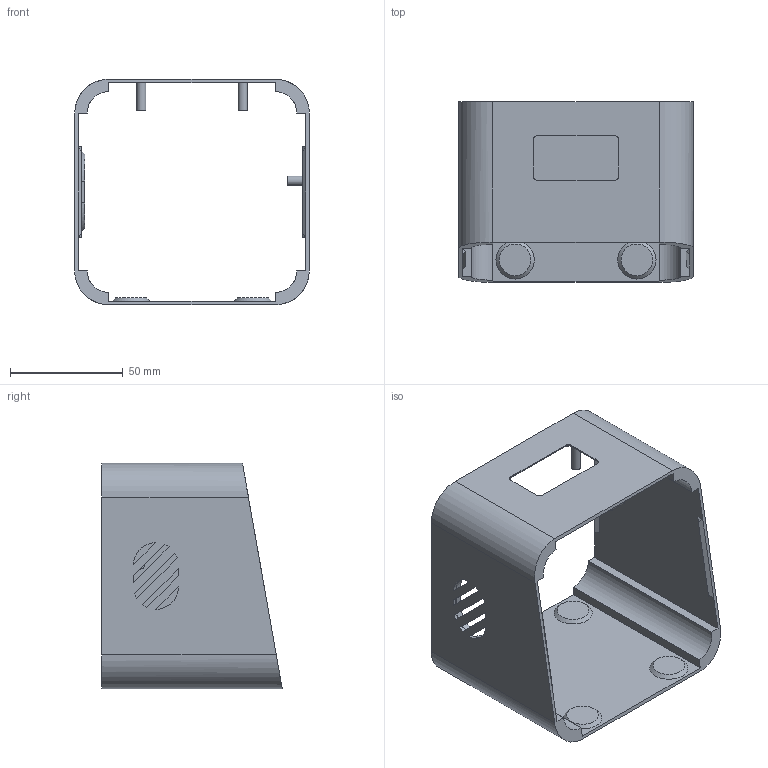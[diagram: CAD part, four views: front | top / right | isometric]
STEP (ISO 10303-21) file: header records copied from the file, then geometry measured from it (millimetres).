
FILE_DESCRIPTION(/* description */ (''),/* implementation_level */ '2;1');
FILE_NAME(/* name */ 'frame.step',/* time_stamp */ '2021-07-18T21:35:57-05:00',/* author */ (''),/* organization */ (''),/* preprocessor_version */ 'ST-DEVELOPER v18.1',/* originating_system */ 'Autodesk Translation Framework v10.9.0.1377',/* authorisation */ '');
FILE_SCHEMA (('AUTOMOTIVE_DESIGN { 1 0 10303 214 3 1 1 }'));
Length unit declared in the file: millimetre
Products named in the file (1): frame
Bounding box: 104 x 80 x 100 mm (x, y, z)
Volume: 61577.8 mm3; surface area: 56199.2 mm2
Topology: 1 solids, 1 shells, 124 faces, 295 edges, 191 vertices
Faces by surface type: plane 77, cylinder 31, cone 16
Full cylindrical faces by diameter (mm): 1.5 x4, 2 x1, 4 x5
Entity records: 3638 total; most frequent: DIRECTION 632, CARTESIAN_POINT 616, ORIENTED_EDGE 588, EDGE_CURVE 294, AXIS2_PLACEMENT_3D 215, LINE 202, VECTOR 202, VERTEX_POINT 191
